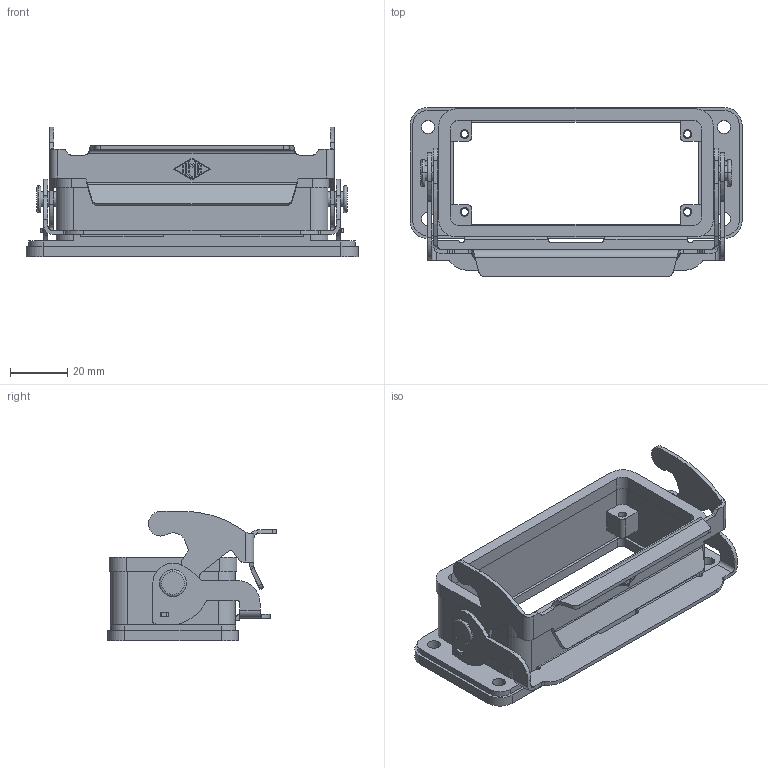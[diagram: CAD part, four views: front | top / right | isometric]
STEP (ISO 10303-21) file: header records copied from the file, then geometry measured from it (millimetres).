
FILE_DESCRIPTION(('Creo Elements/Direct Modeling STEP Export'),'2;1');
FILE_NAME('0ln7tug4du4u2eb4896','2017-11-28T 9:56:20',(''),(''),'PTC Creo Elements/Direct Modeling STEP processor for AP214 (Solid Model)','PTC Creo Elements/Direct Modeling 19.0E 27-Jun-2016 (C) Parametric Technology GmbH','');
FILE_SCHEMA(('AUTOMOTIVE_DESIGN { 1 0 10303 214 1 1 1 1 }'));
Length unit declared in the file: millimetre
Products named in the file (1): RVI_16_L
Bounding box: 115.5 x 58.73 x 45 mm (x, y, z)
Volume: 39850.9 mm3; surface area: 33569 mm2
Topology: 1 solids, 1 shells, 403 faces, 1112 edges, 737 vertices
Faces by surface type: plane 201, cylinder 184, bspline 12, torus 6
Entity records: 15629 total; most frequent: CARTESIAN_POINT 5213, ORIENTED_EDGE 2224, DIRECTION 2125, EDGE_CURVE 1112, VERTEX_POINT 737, AXIS2_PLACEMENT_3D 711, VECTOR 703, LINE 703
